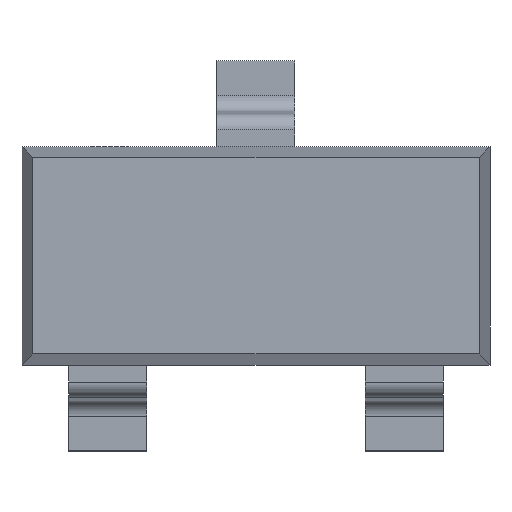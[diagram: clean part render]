
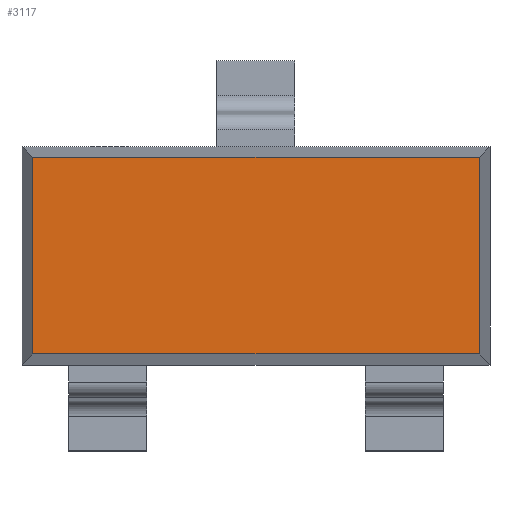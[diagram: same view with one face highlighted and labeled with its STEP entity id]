
A CAD part, top view. The second image highlights one B-rep face of the part: STEP entity #3117.
In plain terms, the highlighted planar face has unit normal (0, 0, 1).
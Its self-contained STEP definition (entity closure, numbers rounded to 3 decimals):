
#368 = PLANE('',#369);
#369 = AXIS2_PLACEMENT_3D('',#370,#371,#372);
#370 = CARTESIAN_POINT('',(-1.5,0.665,0.751));
#371 = DIRECTION('',(0.,-0.99,-0.139));
#372 = DIRECTION('',(1.,0.,0.));
#1162 = PLANE('',#1163);
#1163 = AXIS2_PLACEMENT_3D('',#1164,#1165,#1166);
#1164 = CARTESIAN_POINT('',(1.465,0.7,0.751));
#1165 = DIRECTION('',(-0.99,-0.,-0.139));
#1166 = DIRECTION('',(0.,-1.,0.));
#1434 = VERTEX_POINT('',#1435);
#1435 = CARTESIAN_POINT('',(-1.43,0.63,1.));
#1449 = PLANE('',#1450);
#1450 = AXIS2_PLACEMENT_3D('',#1451,#1452,#1453);
#1451 = CARTESIAN_POINT('',(-1.465,-0.7,0.751));
#1452 = DIRECTION('',(0.99,0.,-0.139));
#1453 = DIRECTION('',(0.,1.,0.));
#1463 = VERTEX_POINT('',#1464);
#1464 = CARTESIAN_POINT('',(1.43,0.63,1.));
#1485 = EDGE_CURVE('',#1434,#1463,#1486,.T.);
#1486 = SURFACE_CURVE('',#1487,(#1491,#1498),.PCURVE_S1.);
#1487 = LINE('',#1488,#1489);
#1488 = CARTESIAN_POINT('',(-1.5,0.63,1.));
#1489 = VECTOR('',#1490,1.);
#1490 = DIRECTION('',(1.,0.,0.));
#1491 = PCURVE('',#368,#1492);
#1492 = DEFINITIONAL_REPRESENTATION('',(#1493),#1497);
#1493 = LINE('',#1494,#1495);
#1494 = CARTESIAN_POINT('',(0.,0.252));
#1495 = VECTOR('',#1496,1.);
#1496 = DIRECTION('',(1.,0.));
#1497 = ( GEOMETRIC_REPRESENTATION_CONTEXT(2) 
PARAMETRIC_REPRESENTATION_CONTEXT() REPRESENTATION_CONTEXT('2D SPACE',''
  ) );
#1498 = PCURVE('',#1499,#1504);
#1499 = PLANE('',#1500);
#1500 = AXIS2_PLACEMENT_3D('',#1501,#1502,#1503);
#1501 = CARTESIAN_POINT('',(0.,0.,1.));
#1502 = DIRECTION('',(-0.,-0.,-1.));
#1503 = DIRECTION('',(-1.,0.,0.));
#1504 = DEFINITIONAL_REPRESENTATION('',(#1505),#1509);
#1505 = LINE('',#1506,#1507);
#1506 = CARTESIAN_POINT('',(1.5,0.63));
#1507 = VECTOR('',#1508,1.);
#1508 = DIRECTION('',(-1.,0.));
#1509 = ( GEOMETRIC_REPRESENTATION_CONTEXT(2) 
PARAMETRIC_REPRESENTATION_CONTEXT() REPRESENTATION_CONTEXT('2D SPACE',''
  ) );
#1775 = PLANE('',#1776);
#1776 = AXIS2_PLACEMENT_3D('',#1777,#1778,#1779);
#1777 = CARTESIAN_POINT('',(1.5,-0.665,0.751));
#1778 = DIRECTION('',(0.,0.99,-0.139));
#1779 = DIRECTION('',(-1.,0.,0.));
#1928 = VERTEX_POINT('',#1929);
#1929 = CARTESIAN_POINT('',(1.43,-0.63,1.));
#1950 = EDGE_CURVE('',#1463,#1928,#1951,.T.);
#1951 = SURFACE_CURVE('',#1952,(#1956,#1963),.PCURVE_S1.);
#1952 = LINE('',#1953,#1954);
#1953 = CARTESIAN_POINT('',(1.43,0.7,1.));
#1954 = VECTOR('',#1955,1.);
#1955 = DIRECTION('',(0.,-1.,0.));
#1956 = PCURVE('',#1162,#1957);
#1957 = DEFINITIONAL_REPRESENTATION('',(#1958),#1962);
#1958 = LINE('',#1959,#1960);
#1959 = CARTESIAN_POINT('',(0.,0.252));
#1960 = VECTOR('',#1961,1.);
#1961 = DIRECTION('',(1.,0.));
#1962 = ( GEOMETRIC_REPRESENTATION_CONTEXT(2) 
PARAMETRIC_REPRESENTATION_CONTEXT() REPRESENTATION_CONTEXT('2D SPACE',''
  ) );
#1963 = PCURVE('',#1499,#1964);
#1964 = DEFINITIONAL_REPRESENTATION('',(#1965),#1969);
#1965 = LINE('',#1966,#1967);
#1966 = CARTESIAN_POINT('',(-1.43,0.7));
#1967 = VECTOR('',#1968,1.);
#1968 = DIRECTION('',(0.,-1.));
#1969 = ( GEOMETRIC_REPRESENTATION_CONTEXT(2) 
PARAMETRIC_REPRESENTATION_CONTEXT() REPRESENTATION_CONTEXT('2D SPACE',''
  ) );
#3073 = VERTEX_POINT('',#3074);
#3074 = CARTESIAN_POINT('',(-1.43,-0.63,1.));
#3097 = EDGE_CURVE('',#3073,#1434,#3098,.T.);
#3098 = SURFACE_CURVE('',#3099,(#3103,#3110),.PCURVE_S1.);
#3099 = LINE('',#3100,#3101);
#3100 = CARTESIAN_POINT('',(-1.43,-0.7,1.));
#3101 = VECTOR('',#3102,1.);
#3102 = DIRECTION('',(0.,1.,0.));
#3103 = PCURVE('',#1449,#3104);
#3104 = DEFINITIONAL_REPRESENTATION('',(#3105),#3109);
#3105 = LINE('',#3106,#3107);
#3106 = CARTESIAN_POINT('',(0.,0.252));
#3107 = VECTOR('',#3108,1.);
#3108 = DIRECTION('',(1.,0.));
#3109 = ( GEOMETRIC_REPRESENTATION_CONTEXT(2) 
PARAMETRIC_REPRESENTATION_CONTEXT() REPRESENTATION_CONTEXT('2D SPACE',''
  ) );
#3110 = PCURVE('',#1499,#3111);
#3111 = DEFINITIONAL_REPRESENTATION('',(#3112),#3116);
#3112 = LINE('',#3113,#3114);
#3113 = CARTESIAN_POINT('',(1.43,-0.7));
#3114 = VECTOR('',#3115,1.);
#3115 = DIRECTION('',(0.,1.));
#3116 = ( GEOMETRIC_REPRESENTATION_CONTEXT(2) 
PARAMETRIC_REPRESENTATION_CONTEXT() REPRESENTATION_CONTEXT('2D SPACE',''
  ) );
#3117 = ADVANCED_FACE('',(#3118),#1499,.F.);
#3118 = FACE_BOUND('',#3119,.F.);
#3119 = EDGE_LOOP('',(#3120,#3121,#3122,#3143));
#3120 = ORIENTED_EDGE('',*,*,#1485,.T.);
#3121 = ORIENTED_EDGE('',*,*,#1950,.T.);
#3122 = ORIENTED_EDGE('',*,*,#3123,.T.);
#3123 = EDGE_CURVE('',#1928,#3073,#3124,.T.);
#3124 = SURFACE_CURVE('',#3125,(#3129,#3136),.PCURVE_S1.);
#3125 = LINE('',#3126,#3127);
#3126 = CARTESIAN_POINT('',(1.5,-0.63,1.));
#3127 = VECTOR('',#3128,1.);
#3128 = DIRECTION('',(-1.,0.,0.));
#3129 = PCURVE('',#1499,#3130);
#3130 = DEFINITIONAL_REPRESENTATION('',(#3131),#3135);
#3131 = LINE('',#3132,#3133);
#3132 = CARTESIAN_POINT('',(-1.5,-0.63));
#3133 = VECTOR('',#3134,1.);
#3134 = DIRECTION('',(1.,0.));
#3135 = ( GEOMETRIC_REPRESENTATION_CONTEXT(2) 
PARAMETRIC_REPRESENTATION_CONTEXT() REPRESENTATION_CONTEXT('2D SPACE',''
  ) );
#3136 = PCURVE('',#1775,#3137);
#3137 = DEFINITIONAL_REPRESENTATION('',(#3138),#3142);
#3138 = LINE('',#3139,#3140);
#3139 = CARTESIAN_POINT('',(0.,0.252));
#3140 = VECTOR('',#3141,1.);
#3141 = DIRECTION('',(1.,0.));
#3142 = ( GEOMETRIC_REPRESENTATION_CONTEXT(2) 
PARAMETRIC_REPRESENTATION_CONTEXT() REPRESENTATION_CONTEXT('2D SPACE',''
  ) );
#3143 = ORIENTED_EDGE('',*,*,#3097,.T.);
